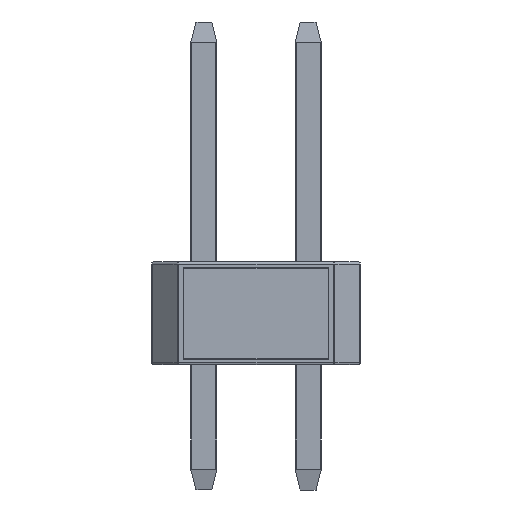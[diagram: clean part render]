
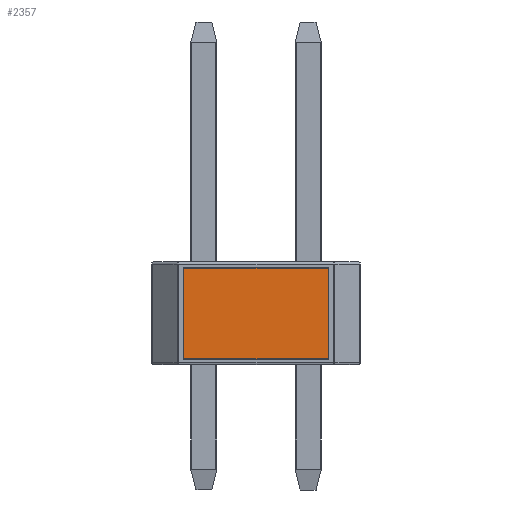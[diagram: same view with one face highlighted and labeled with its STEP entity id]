
A CAD part, left-side view. The second image highlights one B-rep face of the part: STEP entity #2357.
In plain terms, the highlighted planar face has unit normal (-1, 0, 0).
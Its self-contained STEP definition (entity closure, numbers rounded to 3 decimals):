
#406=FACE_OUTER_BOUND('',#532,.T.);
#532=EDGE_LOOP('',(#1934,#1935,#1936,#1937));
#671=LINE('',#3666,#887);
#672=LINE('',#3671,#888);
#675=LINE('',#3679,#891);
#677=LINE('',#3682,#893);
#887=VECTOR('',#2925,10.);
#888=VECTOR('',#2930,10.);
#891=VECTOR('',#2939,10.);
#893=VECTOR('',#2943,10.);
#1084=VERTEX_POINT('',#3663);
#1085=VERTEX_POINT('',#3665);
#1086=VERTEX_POINT('',#3669);
#1087=VERTEX_POINT('',#3670);
#1300=EDGE_CURVE('',#1085,#1084,#671,.T.);
#1302=EDGE_CURVE('',#1086,#1087,#672,.T.);
#1307=EDGE_CURVE('',#1084,#1086,#675,.T.);
#1309=EDGE_CURVE('',#1087,#1085,#677,.T.);
#1934=ORIENTED_EDGE('',*,*,#1307,.T.);
#1935=ORIENTED_EDGE('',*,*,#1302,.T.);
#1936=ORIENTED_EDGE('',*,*,#1309,.T.);
#1937=ORIENTED_EDGE('',*,*,#1300,.T.);
#2120=PLANE('',#2603);
#2357=ADVANCED_FACE('',(#406),#2120,.T.);
#2603=AXIS2_PLACEMENT_3D('',#3880,#3194,#3195);
#2925=DIRECTION('',(0.,1.,0.));
#2930=DIRECTION('',(0.,-1.,0.));
#2939=DIRECTION('',(0.,0.,-1.));
#2943=DIRECTION('',(0.,0.,1.));
#3194=DIRECTION('center_axis',(-1.,0.,0.));
#3195=DIRECTION('ref_axis',(0.,0.,1.));
#3663=CARTESIAN_POINT('',(-1.27,3.023,2.35));
#3665=CARTESIAN_POINT('',(-1.27,-0.488,2.35));
#3666=CARTESIAN_POINT('',(-1.27,3.023,2.35));
#3669=CARTESIAN_POINT('',(-1.27,3.023,0.15));
#3670=CARTESIAN_POINT('',(-1.27,-0.488,0.15));
#3671=CARTESIAN_POINT('',(-1.27,-0.488,0.15));
#3679=CARTESIAN_POINT('',(-1.27,3.023,0.15));
#3682=CARTESIAN_POINT('',(-1.27,-0.488,2.35));
#3880=CARTESIAN_POINT('Origin',(-1.27,1.268,1.25));
